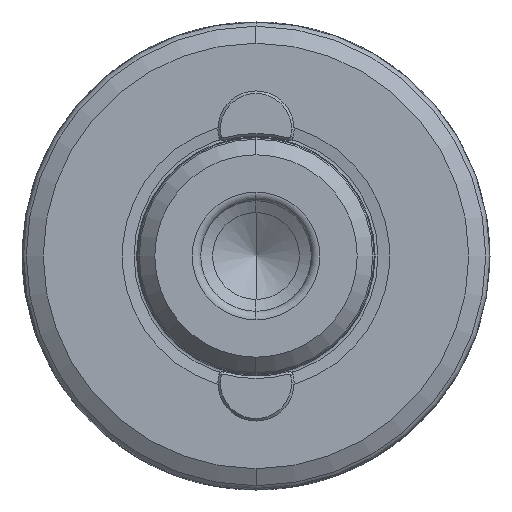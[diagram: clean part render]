
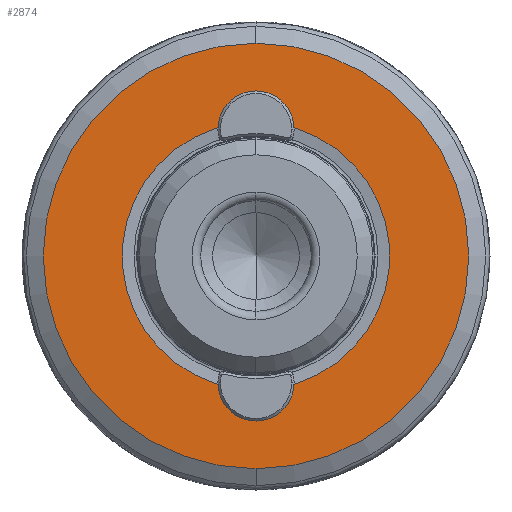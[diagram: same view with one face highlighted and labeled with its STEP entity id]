
A CAD part, left-side view. The second image highlights one B-rep face of the part: STEP entity #2874.
In plain terms, the highlighted planar face has unit normal (-1, 0, 0).
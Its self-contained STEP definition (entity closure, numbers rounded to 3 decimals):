
#51 = DIRECTION ( 'NONE',  ( 0., 0., 1. ) ) ;
#215 = VERTEX_POINT ( 'NONE', #3099 ) ;
#271 = AXIS2_PLACEMENT_3D ( 'NONE', #8026, #8019, #8008 ) ;
#496 = CARTESIAN_POINT ( 'NONE',  ( 0., 0., 16.9 ) ) ;
#1389 = EDGE_CURVE ( 'NONE', #4432, #6854, #10505, .T. ) ;
#1499 = VERTEX_POINT ( 'NONE', #8056 ) ;
#1812 = DIRECTION ( 'NONE',  ( -1., 0., 0. ) ) ;
#2070 = CIRCLE ( 'NONE', #4511, 25. ) ;
#2166 = VERTEX_POINT ( 'NONE', #6415 ) ;
#2348 = AXIS2_PLACEMENT_3D ( 'NONE', #8473, #8428, #8445 ) ;
#2710 = DIRECTION ( 'NONE',  ( 0., 0., 1. ) ) ;
#2743 = DIRECTION ( 'NONE',  ( -1., 0., 0. ) ) ;
#2783 = CARTESIAN_POINT ( 'NONE',  ( 0., 0., 16.9 ) ) ;
#2794 = EDGE_LOOP ( 'NONE', ( #6811, #9391, #10285, #3733, #8352, #5964 ) ) ;
#2800 = EDGE_CURVE ( 'NONE', #6858, #1499, #2954, .T. ) ;
#2805 = VERTEX_POINT ( 'NONE', #8552 ) ;
#2874 = ADVANCED_FACE ( 'NONE', ( #8918, #5619 ), #7765, .F. ) ;
#2954 = CIRCLE ( 'NONE', #2348, 25. ) ;
#3099 = CARTESIAN_POINT ( 'NONE',  ( 0., -2.118, -15.572 ) ) ;
#3241 = CARTESIAN_POINT ( 'NONE',  ( 0., 2.118, -15.572 ) ) ;
#3733 = ORIENTED_EDGE ( 'NONE', *, *, #5852, .F. ) ;
#4193 = DIRECTION ( 'NONE',  ( 0., 0., 1. ) ) ;
#4216 = DIRECTION ( 'NONE',  ( -1., 0., 0. ) ) ;
#4231 = CARTESIAN_POINT ( 'NONE',  ( 0., 0., 0. ) ) ;
#4432 = VERTEX_POINT ( 'NONE', #3241 ) ;
#4511 = AXIS2_PLACEMENT_3D ( 'NONE', #7148, #1812, #8037 ) ;
#4527 = DIRECTION ( 'NONE',  ( -1., 0., 0. ) ) ;
#4573 = CIRCLE ( 'NONE', #8016, 2.5 ) ;
#4975 = EDGE_CURVE ( 'NONE', #6743, #2166, #6947, .T. ) ;
#5002 = ORIENTED_EDGE ( 'NONE', *, *, #2800, .T. ) ;
#5305 = CIRCLE ( 'NONE', #7183, 15.715 ) ;
#5544 = EDGE_CURVE ( 'NONE', #6854, #215, #9507, .T. ) ;
#5619 = FACE_OUTER_BOUND ( 'NONE', #7420, .T. ) ;
#5852 = EDGE_CURVE ( 'NONE', #215, #2805, #5305, .T. ) ;
#5964 = ORIENTED_EDGE ( 'NONE', *, *, #1389, .F. ) ;
#6415 = CARTESIAN_POINT ( 'NONE',  ( 0., 2.118, 15.572 ) ) ;
#6630 = EDGE_CURVE ( 'NONE', #1499, #6858, #2070, .T. ) ;
#6631 = CARTESIAN_POINT ( 'NONE',  ( 0., 0., -25. ) ) ;
#6700 = DIRECTION ( 'NONE',  ( -1., 0., 0. ) ) ;
#6743 = VERTEX_POINT ( 'NONE', #10680 ) ;
#6811 = ORIENTED_EDGE ( 'NONE', *, *, #7154, .F. ) ;
#6854 = VERTEX_POINT ( 'NONE', #10064 ) ;
#6858 = VERTEX_POINT ( 'NONE', #6631 ) ;
#6868 = AXIS2_PLACEMENT_3D ( 'NONE', #2783, #2743, #2710 ) ;
#6947 = CIRCLE ( 'NONE', #6868, 2.5 ) ;
#7030 = AXIS2_PLACEMENT_3D ( 'NONE', #9739, #4527, #10598 ) ;
#7148 = CARTESIAN_POINT ( 'NONE',  ( 0., 0., 0. ) ) ;
#7153 = AXIS2_PLACEMENT_3D ( 'NONE', #8047, #7730, #7718 ) ;
#7154 = EDGE_CURVE ( 'NONE', #2166, #4432, #9133, .T. ) ;
#7183 = AXIS2_PLACEMENT_3D ( 'NONE', #4231, #4216, #4193 ) ;
#7420 = EDGE_LOOP ( 'NONE', ( #5002, #9496 ) ) ;
#7440 = EDGE_CURVE ( 'NONE', #2805, #6743, #4573, .T. ) ;
#7718 = DIRECTION ( 'NONE',  ( 0., 0., -1. ) ) ;
#7730 = DIRECTION ( 'NONE',  ( 1., 0., 0. ) ) ;
#7765 = PLANE ( 'NONE',  #7153 ) ;
#8008 = DIRECTION ( 'NONE',  ( 0., 0., 1. ) ) ;
#8016 = AXIS2_PLACEMENT_3D ( 'NONE', #496, #6700, #51 ) ;
#8019 = DIRECTION ( 'NONE',  ( -1., 0., 0. ) ) ;
#8026 = CARTESIAN_POINT ( 'NONE',  ( 0., 0., -16.9 ) ) ;
#8037 = DIRECTION ( 'NONE',  ( 0., 0., 1. ) ) ;
#8047 = CARTESIAN_POINT ( 'NONE',  ( 0., 0., -15.715 ) ) ;
#8056 = CARTESIAN_POINT ( 'NONE',  ( 0., 0., 25. ) ) ;
#8352 = ORIENTED_EDGE ( 'NONE', *, *, #5544, .F. ) ;
#8428 = DIRECTION ( 'NONE',  ( -1., 0., 0. ) ) ;
#8445 = DIRECTION ( 'NONE',  ( 0., 0., 1. ) ) ;
#8473 = CARTESIAN_POINT ( 'NONE',  ( 0., 0., 0. ) ) ;
#8552 = CARTESIAN_POINT ( 'NONE',  ( 0., -2.118, 15.572 ) ) ;
#8918 = FACE_BOUND ( 'NONE', #2794, .T. ) ;
#9133 = CIRCLE ( 'NONE', #7030, 15.715 ) ;
#9391 = ORIENTED_EDGE ( 'NONE', *, *, #4975, .F. ) ;
#9496 = ORIENTED_EDGE ( 'NONE', *, *, #6630, .T. ) ;
#9507 = CIRCLE ( 'NONE', #271, 2.5 ) ;
#9739 = CARTESIAN_POINT ( 'NONE',  ( 0., 0., 0. ) ) ;
#9781 = AXIS2_PLACEMENT_3D ( 'NONE', #11180, #11044, #10415 ) ;
#10064 = CARTESIAN_POINT ( 'NONE',  ( 0., 0., -19.4 ) ) ;
#10285 = ORIENTED_EDGE ( 'NONE', *, *, #7440, .F. ) ;
#10415 = DIRECTION ( 'NONE',  ( 0., 0., 1. ) ) ;
#10505 = CIRCLE ( 'NONE', #9781, 2.5 ) ;
#10598 = DIRECTION ( 'NONE',  ( 0., 0., 1. ) ) ;
#10680 = CARTESIAN_POINT ( 'NONE',  ( 0., 0., 19.4 ) ) ;
#11044 = DIRECTION ( 'NONE',  ( -1., 0., 0. ) ) ;
#11180 = CARTESIAN_POINT ( 'NONE',  ( 0., 0., -16.9 ) ) ;
